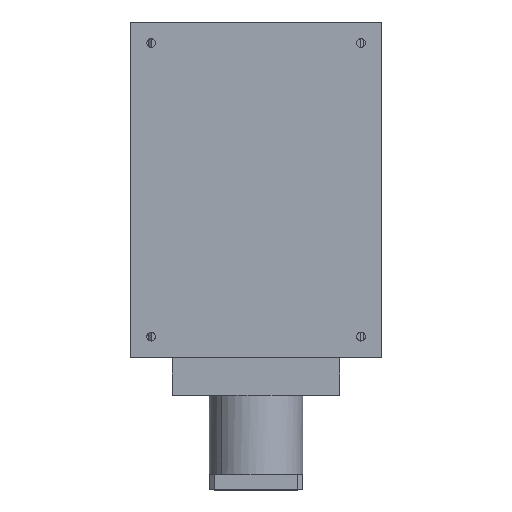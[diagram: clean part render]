
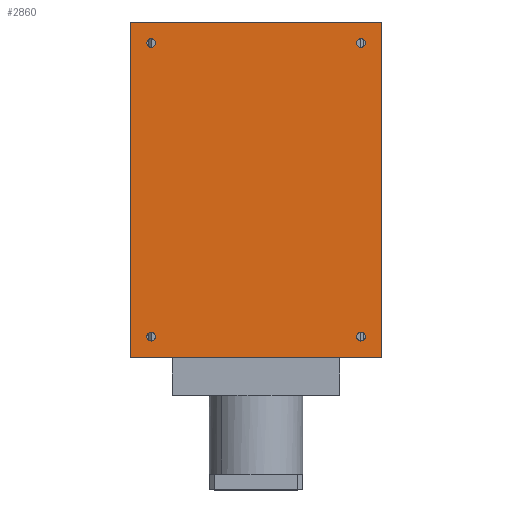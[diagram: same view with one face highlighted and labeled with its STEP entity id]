
A CAD part, top view. The second image highlights one B-rep face of the part: STEP entity #2860.
In plain terms, the highlighted planar face has unit normal (0, 0, 1).
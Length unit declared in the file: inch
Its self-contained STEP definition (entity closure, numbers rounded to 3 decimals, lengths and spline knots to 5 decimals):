
#2020=CARTESIAN_POINT('',(-2.3965,-2.5,0.59088));
#2021=VERTEX_POINT('',#2020);
#2046=CARTESIAN_POINT('',(-2.6035,-2.5,0.59088));
#2047=VERTEX_POINT('',#2046);
#2054=CARTESIAN_POINT('',(-2.5,-2.5,0.59088));
#2055=DIRECTION('',(0.0,0.0,-1.0));
#2056=DIRECTION('',(1.0,0.0,0.0));
#2057=AXIS2_PLACEMENT_3D('',#2054,#2055,#2056);
#2058=CIRCLE('',#2057,0.1035);
#2059=EDGE_CURVE('',#2021,#2047,#2058,.T.);
#2092=CARTESIAN_POINT('',(2.6035,4.5,0.59088));
#2093=VERTEX_POINT('',#2092);
#2118=CARTESIAN_POINT('',(2.3965,4.5,0.59088));
#2119=VERTEX_POINT('',#2118);
#2126=CARTESIAN_POINT('',(2.5,4.5,0.59088));
#2127=DIRECTION('',(0.0,0.0,-1.0));
#2128=DIRECTION('',(1.0,0.0,0.0));
#2129=AXIS2_PLACEMENT_3D('',#2126,#2127,#2128);
#2130=CIRCLE('',#2129,0.1035);
#2131=EDGE_CURVE('',#2093,#2119,#2130,.T.);
#2164=CARTESIAN_POINT('',(2.6035,-2.5,0.59088));
#2165=VERTEX_POINT('',#2164);
#2190=CARTESIAN_POINT('',(2.3965,-2.5,0.59088));
#2191=VERTEX_POINT('',#2190);
#2198=CARTESIAN_POINT('',(2.5,-2.5,0.59088));
#2199=DIRECTION('',(0.0,0.0,-1.0));
#2200=DIRECTION('',(1.0,0.0,0.0));
#2201=AXIS2_PLACEMENT_3D('',#2198,#2199,#2200);
#2202=CIRCLE('',#2201,0.1035);
#2203=EDGE_CURVE('',#2165,#2191,#2202,.T.);
#2236=CARTESIAN_POINT('',(-2.3965,4.5,0.59088));
#2237=VERTEX_POINT('',#2236);
#2262=CARTESIAN_POINT('',(-2.6035,4.5,0.59088));
#2263=VERTEX_POINT('',#2262);
#2270=CARTESIAN_POINT('',(-2.5,4.5,0.59088));
#2271=DIRECTION('',(0.0,0.0,-1.0));
#2272=DIRECTION('',(1.0,0.0,0.0));
#2273=AXIS2_PLACEMENT_3D('',#2270,#2271,#2272);
#2274=CIRCLE('',#2273,0.1035);
#2275=EDGE_CURVE('',#2237,#2263,#2274,.T.);
#2331=CARTESIAN_POINT('',(-2.5,4.5,0.59088));
#2332=DIRECTION('',(0.0,0.0,-1.0));
#2333=DIRECTION('',(1.0,0.0,0.0));
#2334=AXIS2_PLACEMENT_3D('',#2331,#2332,#2333);
#2335=CIRCLE('',#2334,0.1035);
#2336=EDGE_CURVE('',#2263,#2237,#2335,.T.);
#2401=CARTESIAN_POINT('',(2.5,-2.5,0.59088));
#2402=DIRECTION('',(0.0,0.0,-1.0));
#2403=DIRECTION('',(1.0,0.0,0.0));
#2404=AXIS2_PLACEMENT_3D('',#2401,#2402,#2403);
#2405=CIRCLE('',#2404,0.1035);
#2406=EDGE_CURVE('',#2191,#2165,#2405,.T.);
#2471=CARTESIAN_POINT('',(2.5,4.5,0.59088));
#2472=DIRECTION('',(0.0,0.0,-1.0));
#2473=DIRECTION('',(1.0,0.0,0.0));
#2474=AXIS2_PLACEMENT_3D('',#2471,#2472,#2473);
#2475=CIRCLE('',#2474,0.1035);
#2476=EDGE_CURVE('',#2119,#2093,#2475,.T.);
#2617=CARTESIAN_POINT('',(2.99879,5.0,0.59088));
#2618=VERTEX_POINT('',#2617);
#2711=CARTESIAN_POINT('',(-2.99879,5.0,0.59088));
#2712=VERTEX_POINT('',#2711);
#2719=CARTESIAN_POINT('',(2.99879,5.0,0.59088));
#2720=DIRECTION('',(-1.0,0.0,0.0));
#2721=VECTOR('',#2720,5.99758);
#2722=LINE('',#2719,#2721);
#2723=EDGE_CURVE('',#2618,#2712,#2722,.T.);
#2777=CARTESIAN_POINT('',(-2.5,-2.5,0.59088));
#2778=DIRECTION('',(0.0,0.0,-1.0));
#2779=DIRECTION('',(1.0,0.0,0.0));
#2780=AXIS2_PLACEMENT_3D('',#2777,#2778,#2779);
#2781=CIRCLE('',#2780,0.1035);
#2782=EDGE_CURVE('',#2047,#2021,#2781,.T.);
#2795=CARTESIAN_POINT('',(2.99879,-3.0,0.59088));
#2796=VERTEX_POINT('',#2795);
#2797=CARTESIAN_POINT('',(2.99879,-3.0,0.59088));
#2798=DIRECTION('',(0.0,1.0,0.0));
#2799=VECTOR('',#2798,8.0);
#2800=LINE('',#2797,#2799);
#2801=EDGE_CURVE('',#2796,#2618,#2800,.T.);
#2821=CARTESIAN_POINT('',(2.99879,-3.0,0.59088));
#2822=DIRECTION('',(0.0,0.0,1.0));
#2823=DIRECTION('',(1.0,0.0,0.0));
#2824=AXIS2_PLACEMENT_3D('',#2821,#2822,#2823);
#2825=PLANE('',#2824);
#2826=CARTESIAN_POINT('',(-2.99879,-3.0,0.59088));
#2827=VERTEX_POINT('',#2826);
#2828=CARTESIAN_POINT('',(-2.99879,-3.0,0.59088));
#2829=DIRECTION('',(0.0,1.0,0.0));
#2830=VECTOR('',#2829,8.0);
#2831=LINE('',#2828,#2830);
#2832=EDGE_CURVE('',#2827,#2712,#2831,.T.);
#2833=ORIENTED_EDGE('',*,*,#2832,.F.);
#2834=CARTESIAN_POINT('',(2.99879,-3.0,0.59088));
#2835=DIRECTION('',(-1.0,0.0,0.0));
#2836=VECTOR('',#2835,5.99758);
#2837=LINE('',#2834,#2836);
#2838=EDGE_CURVE('',#2796,#2827,#2837,.T.);
#2839=ORIENTED_EDGE('',*,*,#2838,.F.);
#2840=ORIENTED_EDGE('',*,*,#2801,.T.);
#2841=ORIENTED_EDGE('',*,*,#2723,.T.);
#2842=EDGE_LOOP('',(#2833,#2839,#2840,#2841));
#2843=FACE_OUTER_BOUND('',#2842,.T.);
#2844=ORIENTED_EDGE('',*,*,#2275,.T.);
#2845=ORIENTED_EDGE('',*,*,#2336,.T.);
#2846=EDGE_LOOP('',(#2844,#2845));
#2847=FACE_BOUND('',#2846,.T.);
#2848=ORIENTED_EDGE('',*,*,#2203,.T.);
#2849=ORIENTED_EDGE('',*,*,#2406,.T.);
#2850=EDGE_LOOP('',(#2848,#2849));
#2851=FACE_BOUND('',#2850,.T.);
#2852=ORIENTED_EDGE('',*,*,#2131,.T.);
#2853=ORIENTED_EDGE('',*,*,#2476,.T.);
#2854=EDGE_LOOP('',(#2852,#2853));
#2855=FACE_BOUND('',#2854,.T.);
#2856=ORIENTED_EDGE('',*,*,#2059,.T.);
#2857=ORIENTED_EDGE('',*,*,#2782,.T.);
#2858=EDGE_LOOP('',(#2856,#2857));
#2859=FACE_BOUND('',#2858,.T.);
#2860=ADVANCED_FACE('',(#2843,#2847,#2851,#2855,#2859),#2825,.T.);
